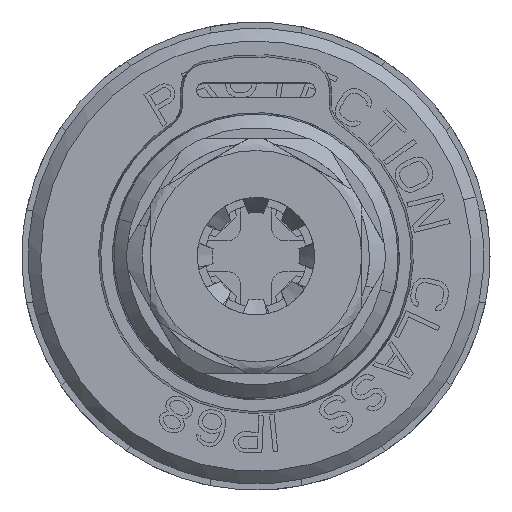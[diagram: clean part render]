
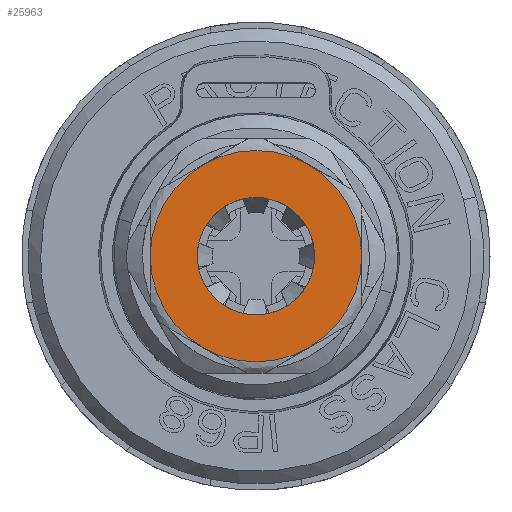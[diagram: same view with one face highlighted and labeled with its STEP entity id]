
A CAD part, left-side view. The second image highlights one B-rep face of the part: STEP entity #25963.
In plain terms, the highlighted planar face has unit normal (-1, 0, 0).
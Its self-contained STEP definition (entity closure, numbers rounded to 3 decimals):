
#25963=ADVANCED_FACE('',(#50636,#50637),#50638,.F.);
#50636=FACE_OUTER_BOUND('',#57300,.T.);
#50637=FACE_BOUND('',#57301,.T.);
#50638=PLANE('',#57302);
#57300=EDGE_LOOP('',(#66158,#66159,#66160,#66161,#66162,#66163));
#57301=EDGE_LOOP('',(#66164,#66165,#66166));
#57302=AXIS2_PLACEMENT_3D('',#66167,#66168,#66169);
#66158=ORIENTED_EDGE('',*,*,#96547,.T.);
#66159=ORIENTED_EDGE('',*,*,#96544,.F.);
#66160=ORIENTED_EDGE('',*,*,#96548,.F.);
#66161=ORIENTED_EDGE('',*,*,#96549,.T.);
#66162=ORIENTED_EDGE('',*,*,#96550,.F.);
#66163=ORIENTED_EDGE('',*,*,#96551,.F.);
#66164=ORIENTED_EDGE('',*,*,#96457,.F.);
#66165=ORIENTED_EDGE('',*,*,#96456,.F.);
#66166=ORIENTED_EDGE('',*,*,#96552,.F.);
#66167=CARTESIAN_POINT('',(-68.347,0.,8.918));
#66168=DIRECTION('',(1.0,0.0,0.0));
#66169=DIRECTION('',(0.0,1.0,0.0));
#96456=EDGE_CURVE('',#137199,#137201,#137202,.T.);
#96457=EDGE_CURVE('',#137201,#137195,#137203,.T.);
#96544=EDGE_CURVE('',#137348,#137341,#137349,.T.);
#96547=EDGE_CURVE('',#137353,#137341,#137354,.T.);
#96548=EDGE_CURVE('',#137355,#137348,#137356,.T.);
#96549=EDGE_CURVE('',#137355,#137357,#137358,.T.);
#96550=EDGE_CURVE('',#137359,#137357,#137360,.T.);
#96551=EDGE_CURVE('',#137353,#137359,#137361,.T.);
#96552=EDGE_CURVE('',#137195,#137199,#137362,.T.);
#137195=VERTEX_POINT('',#138486);
#137199=VERTEX_POINT('',#138491);
#137201=VERTEX_POINT('',#138494);
#137202=CIRCLE('',#138495,4.765);
#137203=CIRCLE('',#138496,4.765);
#137341=VERTEX_POINT('',#138689);
#137348=VERTEX_POINT('',#138712);
#137349=CIRCLE('',#138713,8.575);
#137353=VERTEX_POINT('',#138724);
#137354=CIRCLE('',#138725,8.575);
#137355=VERTEX_POINT('',#138726);
#137356=CIRCLE('',#138727,8.575);
#137357=VERTEX_POINT('',#138728);
#137358=CIRCLE('',#138729,8.575);
#137359=VERTEX_POINT('',#138730);
#137360=CIRCLE('',#138731,8.575);
#137361=CIRCLE('',#138732,8.575);
#137362=CIRCLE('',#138733,4.765);
#138486=CARTESIAN_POINT('',(-68.347,4.756,-0.299));
#138491=CARTESIAN_POINT('',(-68.347,-4.756,0.299));
#138494=CARTESIAN_POINT('',(-68.347,4.765,0.0));
#138495=AXIS2_PLACEMENT_3D('',#140080,#140081,#140082);
#138496=AXIS2_PLACEMENT_3D('',#140083,#140084,#140085);
#138689=CARTESIAN_POINT('',(-68.347,-4.288,-7.426));
#138712=CARTESIAN_POINT('',(-68.347,-8.575,0.));
#138713=AXIS2_PLACEMENT_3D('',#140224,#140225,#140226);
#138724=CARTESIAN_POINT('',(-68.347,4.287,-7.426));
#138725=AXIS2_PLACEMENT_3D('',#140230,#140231,#140232);
#138726=CARTESIAN_POINT('',(-68.347,-4.287,7.426));
#138727=AXIS2_PLACEMENT_3D('',#140233,#140234,#140235);
#138728=CARTESIAN_POINT('',(-68.347,4.288,7.426));
#138729=AXIS2_PLACEMENT_3D('',#140236,#140237,#140238);
#138730=CARTESIAN_POINT('',(-68.347,8.575,0.));
#138731=AXIS2_PLACEMENT_3D('',#140239,#140240,#140241);
#138732=AXIS2_PLACEMENT_3D('',#140242,#140243,#140244);
#138733=AXIS2_PLACEMENT_3D('',#140245,#140246,#140247);
#140080=CARTESIAN_POINT('',(-68.347,0.0,0.0));
#140081=DIRECTION('',(-1.0,0.0,0.0));
#140082=DIRECTION('',(0.0,-1.0,0.0));
#140083=CARTESIAN_POINT('',(-68.347,0.0,0.0));
#140084=DIRECTION('',(-1.0,0.0,0.0));
#140085=DIRECTION('',(0.0,-1.0,0.0));
#140224=CARTESIAN_POINT('',(-68.347,0.0,0.0));
#140225=DIRECTION('',(1.0,0.0,0.0));
#140226=DIRECTION('',(0.0,-1.0,0.));
#140230=CARTESIAN_POINT('',(-68.347,0.0,0.0));
#140231=DIRECTION('',(-1.0,0.0,0.0));
#140232=DIRECTION('',(0.0,0.5,-0.866));
#140233=CARTESIAN_POINT('',(-68.347,0.0,0.0));
#140234=DIRECTION('',(1.0,0.0,0.0));
#140235=DIRECTION('',(0.0,-0.5,0.866));
#140236=CARTESIAN_POINT('',(-68.347,0.0,0.0));
#140237=DIRECTION('',(-1.0,0.0,0.0));
#140238=DIRECTION('',(0.0,-0.5,0.866));
#140239=CARTESIAN_POINT('',(-68.347,0.0,0.0));
#140240=DIRECTION('',(1.0,0.0,0.0));
#140241=DIRECTION('',(0.0,1.0,0.));
#140242=CARTESIAN_POINT('',(-68.347,0.0,0.0));
#140243=DIRECTION('',(1.0,0.0,0.0));
#140244=DIRECTION('',(0.0,0.5,-0.866));
#140245=CARTESIAN_POINT('',(-68.347,0.0,0.0));
#140246=DIRECTION('',(-1.0,0.0,0.0));
#140247=DIRECTION('',(0.0,-1.0,0.0));
